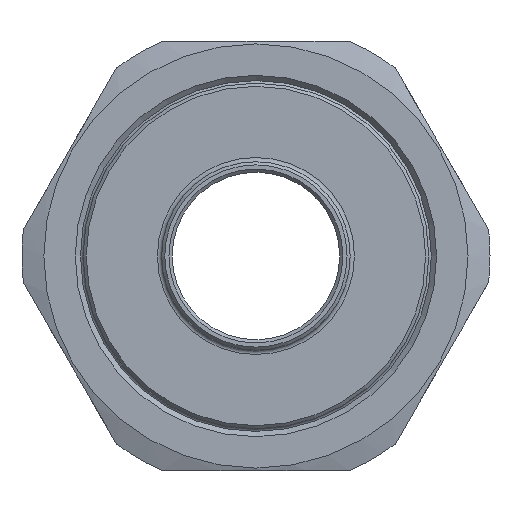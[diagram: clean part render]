
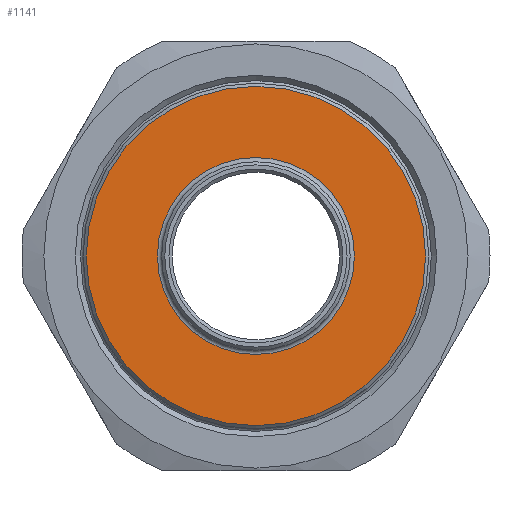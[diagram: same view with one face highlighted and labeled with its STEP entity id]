
A CAD part, left-side view. The second image highlights one B-rep face of the part: STEP entity #1141.
In plain terms, the highlighted planar face has unit normal (-1, 0, 0).
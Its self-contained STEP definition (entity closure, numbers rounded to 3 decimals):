
#73=FACE_BOUND('',#255,.T.);
#96=PLANE('',#1374);
#174=FACE_OUTER_BOUND('',#254,.T.);
#254=EDGE_LOOP('',(#1019));
#255=EDGE_LOOP('',(#1020));
#449=CIRCLE('',#1372,9.4);
#451=CIRCLE('',#1375,16.2);
#558=VERTEX_POINT('',#2133);
#559=VERTEX_POINT('',#2138);
#714=EDGE_CURVE('',#558,#558,#449,.T.);
#716=EDGE_CURVE('',#559,#559,#451,.T.);
#1019=ORIENTED_EDGE('',*,*,#716,.F.);
#1020=ORIENTED_EDGE('',*,*,#714,.F.);
#1141=ADVANCED_FACE('',(#174,#73),#96,.T.);
#1372=AXIS2_PLACEMENT_3D('',#2135,#1741,#1742);
#1374=AXIS2_PLACEMENT_3D('',#2137,#1745,#1746);
#1375=AXIS2_PLACEMENT_3D('',#2139,#1747,#1748);
#1741=DIRECTION('center_axis',(-1.,0.,0.));
#1742=DIRECTION('ref_axis',(0.,-1.,0.));
#1745=DIRECTION('center_axis',(-1.,0.,0.));
#1746=DIRECTION('ref_axis',(0.,0.,1.));
#1747=DIRECTION('center_axis',(1.,0.,0.));
#1748=DIRECTION('ref_axis',(0.,-1.,0.));
#2133=CARTESIAN_POINT('',(-12.,0.,9.4));
#2135=CARTESIAN_POINT('Origin',(-12.,0.,0.));
#2137=CARTESIAN_POINT('Origin',(-12.,16.5,0.));
#2138=CARTESIAN_POINT('',(-12.,16.2,0.));
#2139=CARTESIAN_POINT('Origin',(-12.,0.,0.));
